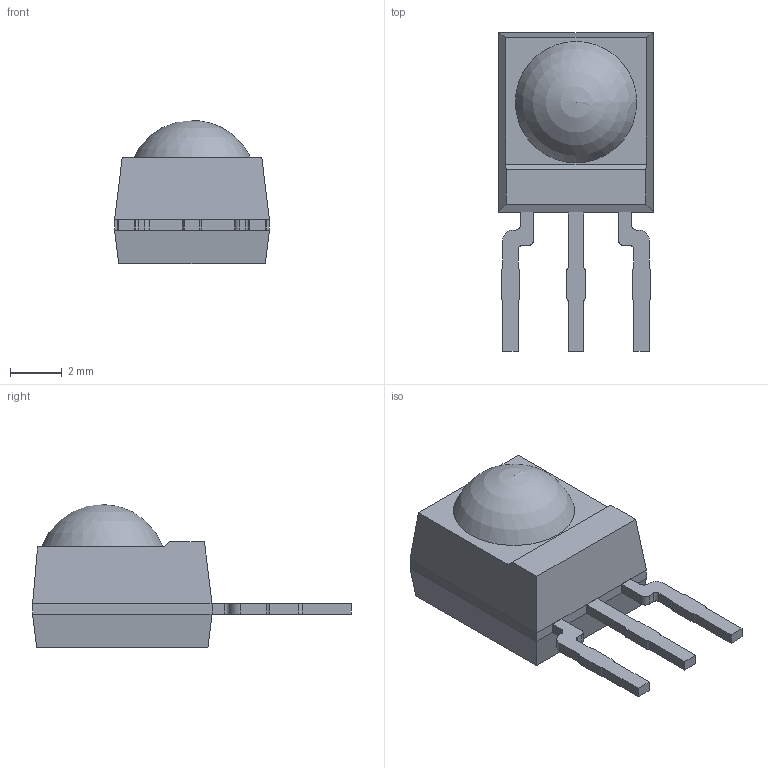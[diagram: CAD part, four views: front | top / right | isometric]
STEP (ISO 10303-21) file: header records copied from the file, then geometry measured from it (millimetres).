
FILE_DESCRIPTION((''),'2;1');
FILE_NAME('Mold_SI.stp','2014-06-18T12:27:32',('gobenland'),(''),'Autodesk Inventor 2013','Autodesk Inventor 2013','');
FILE_SCHEMA(('AUTOMOTIVE_DESIGN { 1 0 10303 214 1 1 1 1 }'));
Length unit declared in the file: millimetre
Products named in the file (3): GO-100184.3; GO-100184; GO-100184.03
Assembly tree (2 placements, depth 2):
  GO-100184.3
    GO-100184
    GO-100184.03
Bounding box: 6 x 12.35 x 5.55 mm (x, y, z)
Volume: 175.5 mm3; surface area: 218.4 mm2
Topology: 4 solids, 4 shells, 75 faces, 193 edges, 126 vertices
Faces by surface type: plane 54, cylinder 20, sphere 1
Entity records: 2343 total; most frequent: CARTESIAN_POINT 396, DIRECTION 392, ORIENTED_EDGE 382, EDGE_CURVE 191, VECTOR 150, LINE 150, VERTEX_POINT 125, AXIS2_PLACEMENT_3D 121
